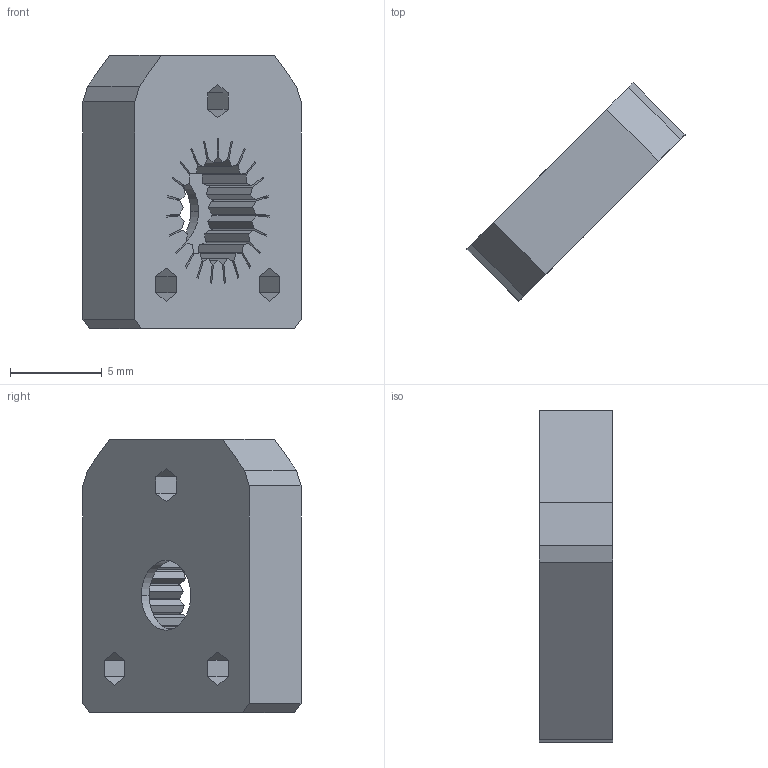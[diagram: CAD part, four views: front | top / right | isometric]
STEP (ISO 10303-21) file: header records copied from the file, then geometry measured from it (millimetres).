
FILE_DESCRIPTION (( 'STEP AP214' ), '1' );
FILE_NAME ('waist_link_ver2_4_for_servo2.STEP', '2024-12-07T07:36:48', ( '' ), ( '' ), 'SwSTEP 2.0', 'SolidWorks 2024', '' );
FILE_SCHEMA (( 'AUTOMOTIVE_DESIGN' ));
Length unit declared in the file: millimetre
Products named in the file (1): waist_link_ver2_4_for_servo2
Bounding box: 11.88 x 11.88 x 14.9 mm (x, y, z)
Volume: 619.8 mm3; surface area: 851.3 mm2
Topology: 1 solids, 1 shells, 148 faces, 435 edges, 290 vertices
Faces by surface type: plane 146, cylinder 2
Entity records: 4862 total; most frequent: CARTESIAN_POINT 874, ORIENTED_EDGE 870, DIRECTION 737, EDGE_CURVE 435, VECTOR 431, LINE 431, VERTEX_POINT 290, EDGE_LOOP 157
